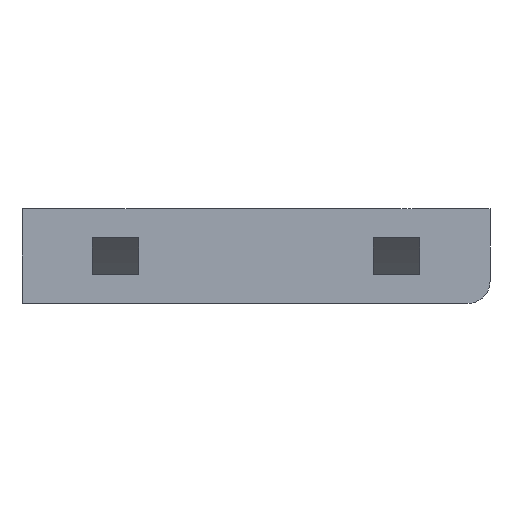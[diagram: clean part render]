
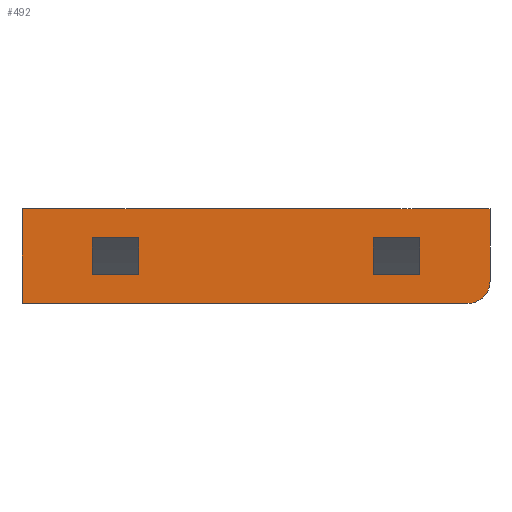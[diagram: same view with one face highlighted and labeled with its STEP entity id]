
A CAD part, front view. The second image highlights one B-rep face of the part: STEP entity #492.
In plain terms, the highlighted planar face has unit normal (0, -1, 0).
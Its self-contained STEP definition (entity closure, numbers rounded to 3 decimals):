
#31=FACE_BOUND('',#88,.T.);
#32=FACE_BOUND('',#89,.T.);
#37=PLANE('',#537);
#58=FACE_OUTER_BOUND('',#87,.T.);
#87=EDGE_LOOP('',(#359,#360,#361,#362,#363));
#88=EDGE_LOOP('',(#364,#365,#366,#367));
#89=EDGE_LOOP('',(#368,#369,#370,#371));
#121=LINE('',#703,#170);
#129=LINE('',#720,#178);
#130=LINE('',#722,#179);
#131=LINE('',#723,#180);
#132=LINE('',#726,#181);
#133=LINE('',#728,#182);
#134=LINE('',#730,#183);
#135=LINE('',#731,#184);
#136=LINE('',#734,#185);
#137=LINE('',#736,#186);
#138=LINE('',#738,#187);
#139=LINE('',#739,#188);
#170=VECTOR('',#581,10.);
#178=VECTOR('',#593,10.);
#179=VECTOR('',#594,10.);
#180=VECTOR('',#595,10.);
#181=VECTOR('',#596,10.);
#182=VECTOR('',#597,10.);
#183=VECTOR('',#598,10.);
#184=VECTOR('',#599,10.);
#185=VECTOR('',#600,10.);
#186=VECTOR('',#601,10.);
#187=VECTOR('',#602,10.);
#188=VECTOR('',#603,10.);
#215=CIRCLE('',#533,1.);
#225=VERTEX_POINT('',#690);
#226=VERTEX_POINT('',#691);
#230=VERTEX_POINT('',#701);
#237=VERTEX_POINT('',#719);
#238=VERTEX_POINT('',#721);
#239=VERTEX_POINT('',#724);
#240=VERTEX_POINT('',#725);
#241=VERTEX_POINT('',#727);
#242=VERTEX_POINT('',#729);
#243=VERTEX_POINT('',#732);
#244=VERTEX_POINT('',#733);
#245=VERTEX_POINT('',#735);
#246=VERTEX_POINT('',#737);
#271=EDGE_CURVE('',#225,#226,#215,.T.);
#277=EDGE_CURVE('',#225,#230,#121,.T.);
#285=EDGE_CURVE('',#230,#237,#129,.T.);
#286=EDGE_CURVE('',#238,#237,#130,.T.);
#287=EDGE_CURVE('',#238,#226,#131,.T.);
#288=EDGE_CURVE('',#239,#240,#132,.T.);
#289=EDGE_CURVE('',#240,#241,#133,.T.);
#290=EDGE_CURVE('',#241,#242,#134,.T.);
#291=EDGE_CURVE('',#242,#239,#135,.T.);
#292=EDGE_CURVE('',#243,#244,#136,.T.);
#293=EDGE_CURVE('',#244,#245,#137,.T.);
#294=EDGE_CURVE('',#245,#246,#138,.T.);
#295=EDGE_CURVE('',#246,#243,#139,.T.);
#359=ORIENTED_EDGE('',*,*,#271,.F.);
#360=ORIENTED_EDGE('',*,*,#277,.T.);
#361=ORIENTED_EDGE('',*,*,#285,.T.);
#362=ORIENTED_EDGE('',*,*,#286,.F.);
#363=ORIENTED_EDGE('',*,*,#287,.T.);
#364=ORIENTED_EDGE('',*,*,#288,.T.);
#365=ORIENTED_EDGE('',*,*,#289,.T.);
#366=ORIENTED_EDGE('',*,*,#290,.T.);
#367=ORIENTED_EDGE('',*,*,#291,.T.);
#368=ORIENTED_EDGE('',*,*,#292,.T.);
#369=ORIENTED_EDGE('',*,*,#293,.T.);
#370=ORIENTED_EDGE('',*,*,#294,.T.);
#371=ORIENTED_EDGE('',*,*,#295,.T.);
#492=ADVANCED_FACE('',(#58,#31,#32),#37,.T.);
#533=AXIS2_PLACEMENT_3D('',#692,#571,#572);
#537=AXIS2_PLACEMENT_3D('',#718,#591,#592);
#571=DIRECTION('center_axis',(0.,1.,0.));
#572=DIRECTION('ref_axis',(0.707,0.,-0.707));
#581=DIRECTION('',(0.,0.,1.));
#591=DIRECTION('center_axis',(0.,-1.,0.));
#592=DIRECTION('ref_axis',(-1.,0.,0.));
#593=DIRECTION('',(-1.,0.,0.));
#594=DIRECTION('',(0.,0.,1.));
#595=DIRECTION('',(1.,0.,0.));
#596=DIRECTION('',(0.,0.,1.));
#597=DIRECTION('',(1.,0.,0.));
#598=DIRECTION('',(0.,0.,-1.));
#599=DIRECTION('',(-1.,0.,0.));
#600=DIRECTION('',(0.,0.,1.));
#601=DIRECTION('',(1.,0.,0.));
#602=DIRECTION('',(0.,0.,-1.));
#603=DIRECTION('',(-1.,0.,0.));
#690=CARTESIAN_POINT('',(31.505,-60.577,-9.3));
#691=CARTESIAN_POINT('',(30.505,-60.577,-10.3));
#692=CARTESIAN_POINT('Origin',(30.505,-60.577,-9.3));
#701=CARTESIAN_POINT('',(31.505,-60.577,-6.));
#703=CARTESIAN_POINT('',(31.505,-60.577,-5.9));
#718=CARTESIAN_POINT('Origin',(32.505,-60.577,-10.3));
#719=CARTESIAN_POINT('',(10.26,-60.577,-6.));
#720=CARTESIAN_POINT('',(28.767,-60.577,-6.));
#721=CARTESIAN_POINT('',(10.26,-60.577,-10.3));
#722=CARTESIAN_POINT('',(10.26,-60.577,-10.3));
#723=CARTESIAN_POINT('',(52.574,-60.577,-10.3));
#724=CARTESIAN_POINT('',(13.46,-60.577,-9.));
#725=CARTESIAN_POINT('',(13.46,-60.577,-7.3));
#726=CARTESIAN_POINT('',(13.46,-60.577,-9.65));
#727=CARTESIAN_POINT('',(15.56,-60.577,-7.3));
#728=CARTESIAN_POINT('',(22.882,-60.577,-7.3));
#729=CARTESIAN_POINT('',(15.56,-60.577,-9.));
#730=CARTESIAN_POINT('',(15.56,-60.577,-8.8));
#731=CARTESIAN_POINT('',(24.132,-60.577,-9.));
#732=CARTESIAN_POINT('',(26.205,-60.577,-9.));
#733=CARTESIAN_POINT('',(26.205,-60.577,-7.3));
#734=CARTESIAN_POINT('',(26.205,-60.577,-9.65));
#735=CARTESIAN_POINT('',(28.305,-60.577,-7.3));
#736=CARTESIAN_POINT('',(29.255,-60.577,-7.3));
#737=CARTESIAN_POINT('',(28.305,-60.577,-9.));
#738=CARTESIAN_POINT('',(28.305,-60.577,-8.8));
#739=CARTESIAN_POINT('',(30.505,-60.577,-9.));
